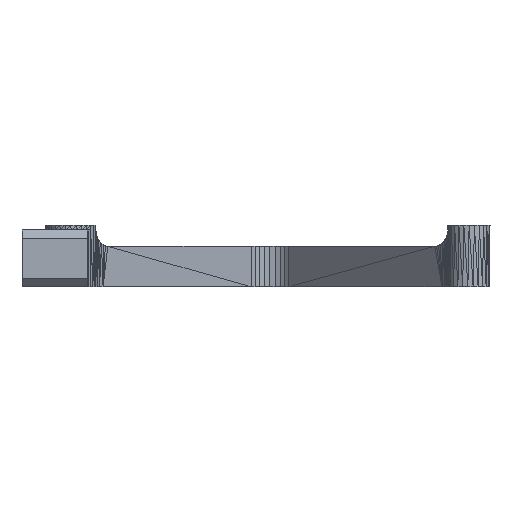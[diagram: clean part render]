
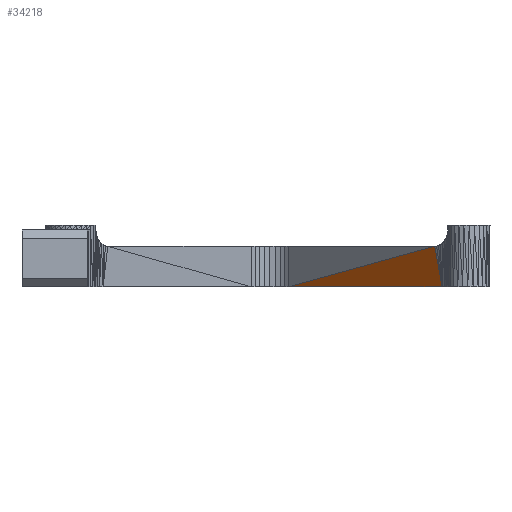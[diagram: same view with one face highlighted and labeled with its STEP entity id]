
A CAD part, front view. The second image highlights one B-rep face of the part: STEP entity #34218.
In plain terms, the highlighted planar face has unit normal (-0.764, -0.645, 0).
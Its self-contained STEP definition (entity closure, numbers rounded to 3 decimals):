
#26438 = VERTEX_POINT('',#26439);
#26439 = CARTESIAN_POINT('',(-85.297,-8.743,
    2.8));
#26445 = EDGE_CURVE('',#26438,#26446,#26448,.T.);
#26446 = VERTEX_POINT('',#26447);
#26447 = CARTESIAN_POINT('',(-104.203,13.636,
    2.8));
#26448 = LINE('',#26449,#26450);
#26449 = CARTESIAN_POINT('',(-85.297,-8.743,
    2.8));
#26450 = VECTOR('',#26451,1.);
#26451 = DIRECTION('',(-0.645,0.764,0.));
#32276 = VERTEX_POINT('',#32277);
#32277 = CARTESIAN_POINT('',(-86.196,-7.679,
    7.8));
#34208 = EDGE_CURVE('',#32276,#26438,#34209,.T.);
#34209 = LINE('',#34210,#34211);
#34210 = CARTESIAN_POINT('',(-86.196,-7.679,
    7.8));
#34211 = VECTOR('',#34212,1.);
#34212 = DIRECTION('',(0.173,-0.205,-0.963));
#34218 = ADVANCED_FACE('',(#34219),#34229,.T.);
#34219 = FACE_BOUND('',#34220,.T.);
#34220 = EDGE_LOOP('',(#34221,#34222,#34223));
#34221 = ORIENTED_EDGE('',*,*,#26445,.F.);
#34222 = ORIENTED_EDGE('',*,*,#34208,.F.);
#34223 = ORIENTED_EDGE('',*,*,#34224,.T.);
#34224 = EDGE_CURVE('',#32276,#26446,#34225,.T.);
#34225 = LINE('',#34226,#34227);
#34226 = CARTESIAN_POINT('',(-86.196,-7.679,
    7.8));
#34227 = VECTOR('',#34228,1.);
#34228 = DIRECTION('',(-0.635,0.752,-0.176));
#34229 = PLANE('',#34230);
#34230 = AXIS2_PLACEMENT_3D('',#34231,#34232,#34233);
#34231 = CARTESIAN_POINT('',(-94.209,1.806,4.134)
  );
#34232 = DIRECTION('',(-0.764,-0.645,
    0.));
#34233 = DIRECTION('',(0.645,-0.764,0.));
